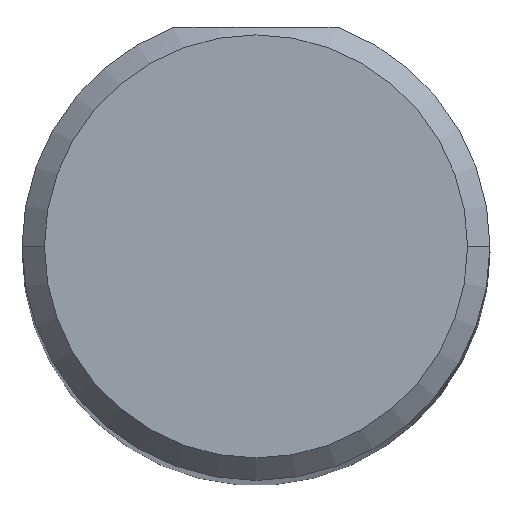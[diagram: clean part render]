
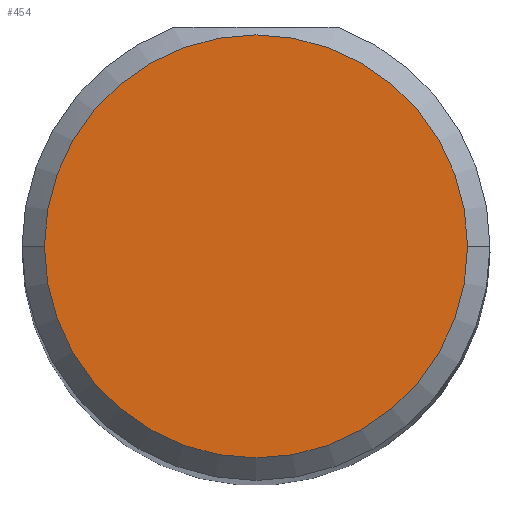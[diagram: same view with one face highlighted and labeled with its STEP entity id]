
A CAD part, top view. The second image highlights one B-rep face of the part: STEP entity #454.
In plain terms, the highlighted planar face has unit normal (0, 0, 1).
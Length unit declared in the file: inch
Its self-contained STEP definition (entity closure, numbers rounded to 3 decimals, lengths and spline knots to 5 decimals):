
#36 = CARTESIAN_POINT ( 'NONE',  ( 0., 0., 2.5 ) ) ;
#75 = CARTESIAN_POINT ( 'NONE',  ( 0.14125, 0., 2.5 ) ) ;
#78 = AXIS2_PLACEMENT_3D ( 'NONE', #103, #96, #178 ) ;
#79 = AXIS2_PLACEMENT_3D ( 'NONE', #523, #160, #162 ) ;
#96 = DIRECTION ( 'NONE',  ( 0., 0., 1. ) ) ;
#103 = CARTESIAN_POINT ( 'NONE',  ( 0., 0., 2.5 ) ) ;
#126 = FACE_OUTER_BOUND ( 'NONE', #391, .T. ) ;
#160 = DIRECTION ( 'NONE',  ( 0., 0., 1. ) ) ;
#162 = DIRECTION ( 'NONE',  ( 1., 0., 0. ) ) ;
#165 = EDGE_CURVE ( 'NONE', #484, #229, #300, .T. ) ;
#176 = DIRECTION ( 'NONE',  ( 1., 0., 0. ) ) ;
#178 = DIRECTION ( 'NONE',  ( 1., 0., 0. ) ) ;
#201 = ORIENTED_EDGE ( 'NONE', *, *, #255, .T. ) ;
#229 = VERTEX_POINT ( 'NONE', #75 ) ;
#255 = EDGE_CURVE ( 'NONE', #229, #484, #276, .T. ) ;
#276 = CIRCLE ( 'NONE', #79, 0.14125 ) ;
#281 = DIRECTION ( 'NONE',  ( 0., 0., 1. ) ) ;
#300 = CIRCLE ( 'NONE', #78, 0.14125 ) ;
#314 = PLANE ( 'NONE',  #405 ) ;
#391 = EDGE_LOOP ( 'NONE', ( #473, #201 ) ) ;
#405 = AXIS2_PLACEMENT_3D ( 'NONE', #36, #281, #176 ) ;
#454 = ADVANCED_FACE ( 'NONE', ( #126 ), #314, .T. ) ;
#473 = ORIENTED_EDGE ( 'NONE', *, *, #165, .T. ) ;
#484 = VERTEX_POINT ( 'NONE', #491 ) ;
#491 = CARTESIAN_POINT ( 'NONE',  ( -0.14125, 0., 2.5 ) ) ;
#523 = CARTESIAN_POINT ( 'NONE',  ( 0., 0., 2.5 ) ) ;
